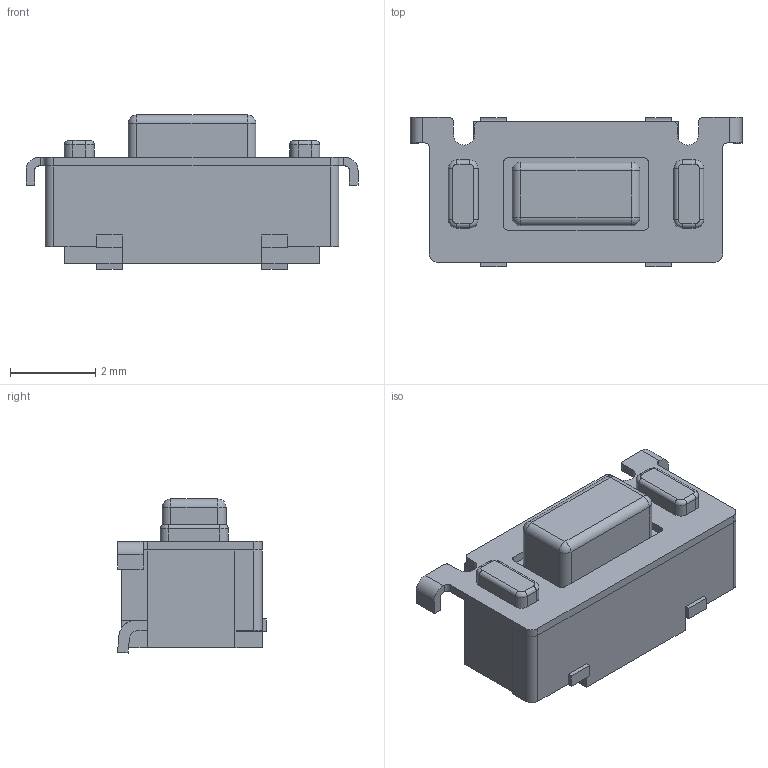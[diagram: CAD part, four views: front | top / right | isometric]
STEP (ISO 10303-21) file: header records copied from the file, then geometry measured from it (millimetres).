
FILE_DESCRIPTION((''),'2;1');
FILE_NAME('TL3330AFxxxQG.stp','2011-03-04T08:40:34',('blarson'),(''),'Autodesk Inventor 11','Autodesk Inventor 11','');
FILE_SCHEMA(('AUTOMOTIVE_DESIGN { 1 0 10303 214 1 1 1 1 }'));
Length unit declared in the file: millimetre
Products named in the file (4): P010951; TL3330 Housing; TL3330 Cover Plate; TL3330 Actuator
Assembly tree (3 placements, depth 2):
  P010951
    TL3330 Housing
    TL3330 Cover Plate
    TL3330 Actuator
Bounding box: 7.8 x 3.5 x 3.62 mm (x, y, z)
Volume: 41.2 mm3; surface area: 198.1 mm2
Topology: 3 solids, 3 shells, 300 faces, 778 edges, 484 vertices
Faces by surface type: plane 177, cylinder 91, sphere 16, torus 8, bspline 8
Entity records: 9101 total; most frequent: CARTESIAN_POINT 1605, DIRECTION 1556, ORIENTED_EDGE 1524, EDGE_CURVE 762, VECTOR 566, LINE 566, AXIS2_PLACEMENT_3D 495, VERTEX_POINT 484
